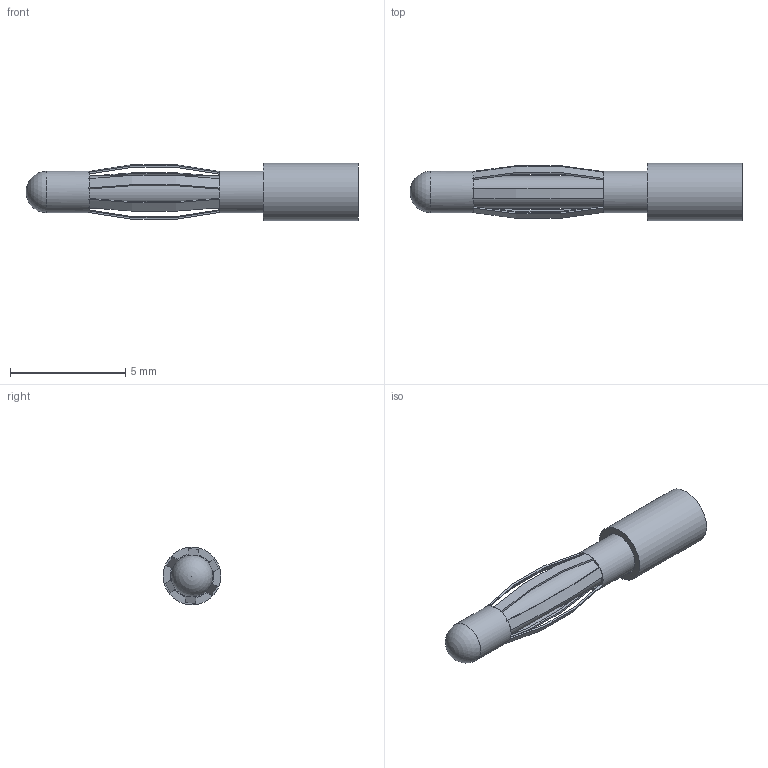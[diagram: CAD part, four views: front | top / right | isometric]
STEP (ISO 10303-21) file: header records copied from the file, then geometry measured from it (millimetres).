
FILE_DESCRIPTION(/* description */ (''),/* implementation_level */ '2;1');
FILE_NAME(/* name */ 'Pin_PCB-Male v4.step',/* time_stamp */ '2020-02-11T14:34:35+01:00',/* author */ (''),/* organization */ (''),/* preprocessor_version */ 'ST-DEVELOPER v18',/* originating_system */ 'Autodesk Translation Framework v8.12.0.6',/* authorisation */ '');
FILE_SCHEMA (('AUTOMOTIVE_DESIGN { 1 0 10303 214 3 1 1 }'));
Length unit declared in the file: millimetre
Products named in the file (1): Pin_PCB-Male
Bounding box: 14.4 x 2.5 x 2.5 mm (x, y, z)
Volume: 38.9 mm3; surface area: 173.2 mm2
Topology: 1 solids, 1 shells, 80 faces, 225 edges, 139 vertices
Faces by surface type: bspline 36, plane 36, cylinder 6, sphere 1, torus 1
Full cylindrical faces by diameter (mm): 1.4 x1, 1.6 x1, 1.8 x2, 1.9 x1, 2.5 x1
Entity records: 3023 total; most frequent: CARTESIAN_POINT 1115, ORIENTED_EDGE 448, DIRECTION 337, EDGE_CURVE 224, VERTEX_POINT 139, AXIS2_PLACEMENT_3D 139, EDGE_LOOP 85, CIRCLE 82
